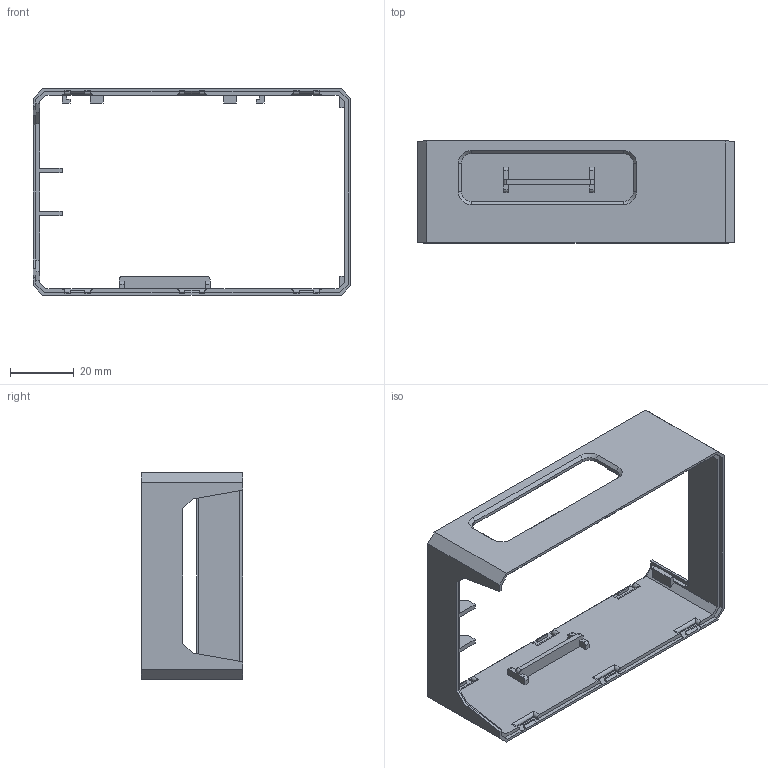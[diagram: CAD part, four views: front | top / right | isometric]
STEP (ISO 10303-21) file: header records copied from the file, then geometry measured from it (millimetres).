
FILE_DESCRIPTION (( 'STEP AP214' ), '1' );
FILE_NAME ('pro_shell.STEP', '2024-06-06T04:23:10', ( '' ), ( '' ), 'SwSTEP 2.0', 'SolidWorks 2024', '' );
FILE_SCHEMA (( 'AUTOMOTIVE_DESIGN' ));
Length unit declared in the file: millimetre
Products named in the file (1): pro_shell
Bounding box: 100 x 32 x 65 mm (x, y, z)
Volume: 14169.4 mm3; surface area: 17265.8 mm2
Topology: 1 solids, 1 shells, 311 faces, 882 edges, 576 vertices
Faces by surface type: plane 257, cylinder 50, cone 4
Entity records: 9915 total; most frequent: CARTESIAN_POINT 1842, ORIENTED_EDGE 1764, DIRECTION 1538, EDGE_CURVE 882, LINE 802, VECTOR 802, VERTEX_POINT 576, AXIS2_PLACEMENT_3D 368
